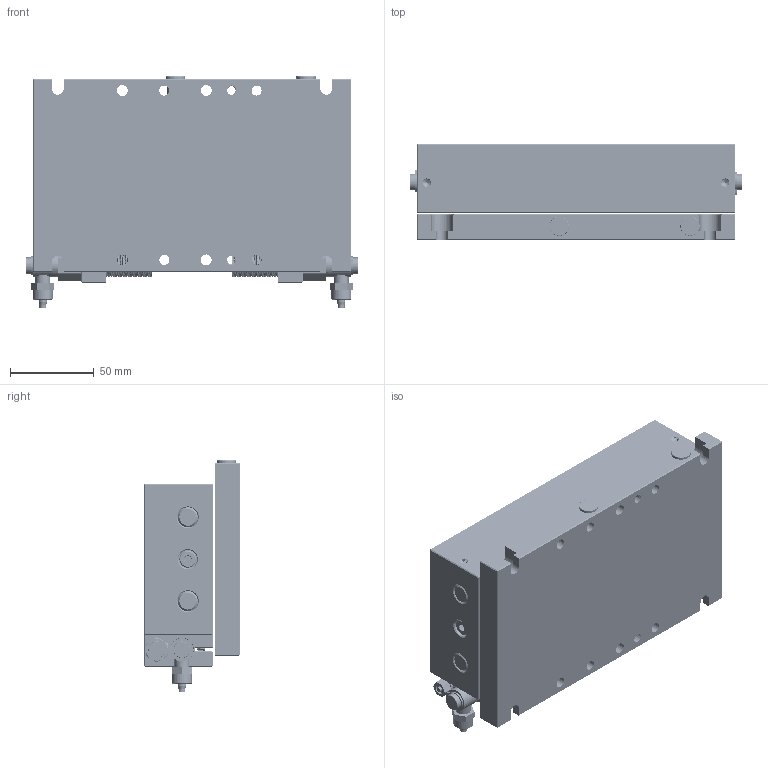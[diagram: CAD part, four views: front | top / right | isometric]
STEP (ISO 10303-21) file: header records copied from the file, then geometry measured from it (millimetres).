
FILE_DESCRIPTION(/* description */ (''),/* implementation_level */ '2;1');
FILE_NAME(/* name */ 'a303ed17-450d-443d-9a50-c3773fb35644.stp',/* time_stamp */ '2022-05-14T18:17:17Z',/* author */ (''),/* organization */ (''),/* preprocessor_version */ 'ST-DEVELOPER v19',/* originating_system */ 'Autodesk Translation Framework v11.7.0.108',/* authorisation */ '');
FILE_SCHEMA (('AUTOMOTIVE_DESIGN { 1 0 10303 214 3 1 1 }'));
Products named in the file (17): NT 61; AS 10/50; AS 10/50_1; Hex_nut_M10; Screw_M10; OB 15/10 K; OB 15/10 K_1; Retaining_ring_9; Body_part; Nut_M9; Nut_M14; Body_part_1; Body_part_2; Rod; Socket_head_screw_M5; Plug; Socket_head_screw_M6
Assembly tree (26 placements, depth 3):
  NT 61
    AS 10/50
      Hex_nut_M10
      Screw_M10
    AS 10/50_1
      Hex_nut_M10
      Screw_M10
    OB 15/10 K
      Retaining_ring_9
      Body_part
      Nut_M9
      Nut_M14
    OB 15/10 K_1
      Retaining_ring_9
      Body_part
      Nut_M9
      Nut_M14
    Body_part_1
    Body_part_2
    Rod  x2
    Socket_head_screw_M5  x2
    Socket_head_screw_M6  x2
    Plug  x2
Bounding box: 198 x 57 x 138 mm (x, y, z)
Volume: 1061258.1 mm3; surface area: 186040.6 mm2
Topology: 22 solids, 22 shells, 2458 faces, 6790 edges, 4416 vertices
Faces by surface type: cylinder 1758, plane 426, cone 148, bspline 124, torus 2
Full cylindrical faces by diameter (mm): 3 x4, 3.961 x22, 4 x2, 4.234 x172, 4.5 x2, 4.701 x30, 5 x26, 5.035 x56, 5.12 x56, 6 x38, 6.147 x16, 6.5 x4, 7.5 x2, 8.036 x6, 8.047 x6, 8.4 x2, 8.5 x2, 8.526 x16, 8.744 x32, 8.908 x14, 8.913 x4, 9.146 x6, 9.884 x60, 10 x10, 10.161 x6, 10.198 x18, 11 x6, 11.5 x2, 12 x6, 12.741 x84
Entity records: 148622 total; most frequent: CARTESIAN_POINT 105094, ORIENTED_EDGE 10584, DIRECTION 6533, EDGE_CURVE 5292, VERTEX_POINT 3450, B_SPLINE_CURVE_WITH_KNOTS 2818, AXIS2_PLACEMENT_3D 2312, EDGE_LOOP 1990
